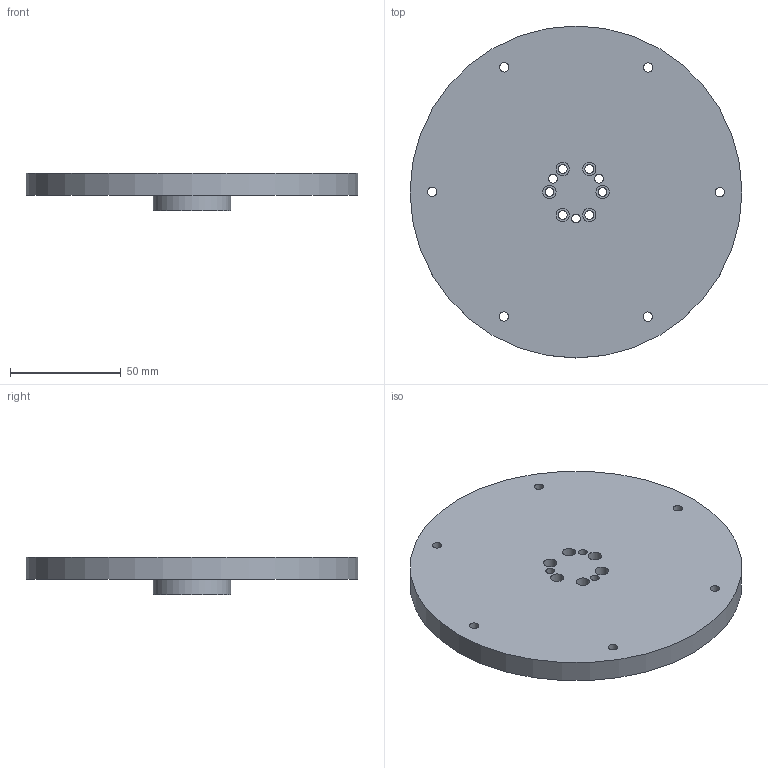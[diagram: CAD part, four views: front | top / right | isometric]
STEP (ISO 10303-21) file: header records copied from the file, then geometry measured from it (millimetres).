
FILE_DESCRIPTION(/* description */ (''),/* implementation_level */ '2;1');
FILE_NAME(/* name */ 'plate_base.step',/* time_stamp */ '2025-10-11T23:58:12+08:00',/* author */ (''),/* organization */ (''),/* preprocessor_version */ 'ST-DEVELOPER v20.1',/* originating_system */ 'Autodesk Translation Framework v14.17.0.0',/* authorisation */ '');
FILE_SCHEMA (('AUTOMOTIVE_DESIGN { 1 0 10303 214 3 1 1 }'));
Length unit declared in the file: millimetre
Products named in the file (1): plate_base
Bounding box: 150 x 150 x 17 mm (x, y, z)
Volume: 180257.8 mm3; surface area: 43320.2 mm2
Topology: 1 solids, 1 shells, 32 faces, 69 edges, 46 vertices
Faces by surface type: cylinder 23, plane 9
Full cylindrical faces by diameter (mm): 4 x9, 4.234 x6, 6 x6, 35 x1, 150 x1
Entity records: 992 total; most frequent: DIRECTION 181, CARTESIAN_POINT 148, ORIENTED_EDGE 138, AXIS2_PLACEMENT_3D 79, EDGE_LOOP 69, EDGE_CURVE 69, CIRCLE 46, VERTEX_POINT 46
